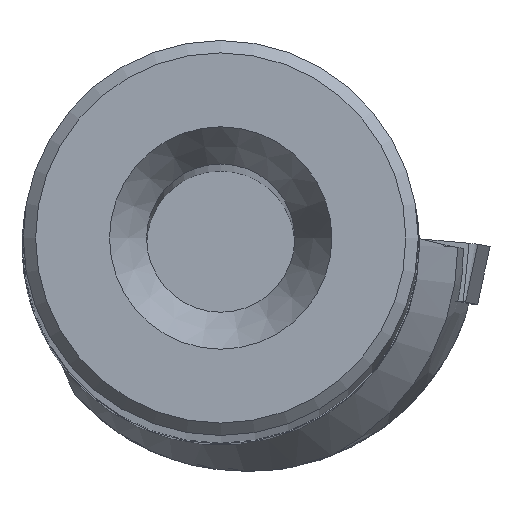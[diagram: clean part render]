
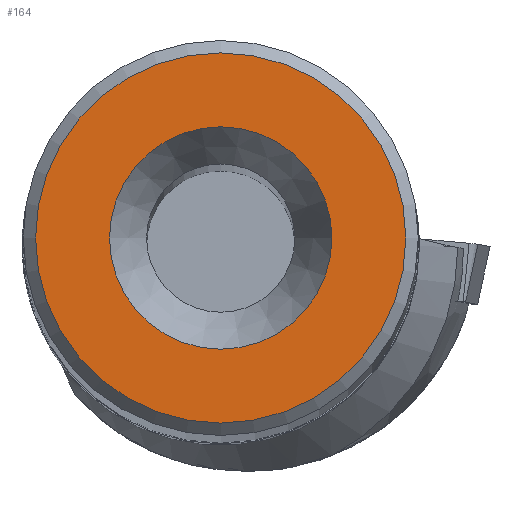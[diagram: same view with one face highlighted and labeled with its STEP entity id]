
A CAD part, top view. The second image highlights one B-rep face of the part: STEP entity #164.
In plain terms, the highlighted planar face has unit normal (0, 0, 1).
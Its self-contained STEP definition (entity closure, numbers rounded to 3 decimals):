
#164=ADVANCED_FACE('',(#281,#282),#191,.T.);
#191=PLANE('',#799);
#281=FACE_BOUND('',#330,.T.);
#282=FACE_BOUND('',#331,.T.);
#330=EDGE_LOOP('',(#452));
#331=EDGE_LOOP('',(#453));
#452=ORIENTED_EDGE('',*,*,#625,.T.);
#453=ORIENTED_EDGE('',*,*,#626,.F.);
#555=VERTEX_POINT('',#1298);
#556=VERTEX_POINT('',#1300);
#625=EDGE_CURVE('',#555,#555,#666,.T.);
#626=EDGE_CURVE('',#556,#556,#667,.T.);
#666=CIRCLE('',#797,4.5);
#667=CIRCLE('',#798,7.493);
#797=AXIS2_PLACEMENT_3D('',#1297,#948,#949);
#798=AXIS2_PLACEMENT_3D('',#1299,#950,#951);
#799=AXIS2_PLACEMENT_3D('',#1301,#952,#953);
#948=DIRECTION('',(0.,0.,-1.));
#949=DIRECTION('',(-1.,0.,0.));
#950=DIRECTION('',(0.,0.,-1.));
#951=DIRECTION('',(-1.,0.,0.));
#952=DIRECTION('',(0.,0.,1.));
#953=DIRECTION('',(-1.,0.,0.));
#1297=CARTESIAN_POINT('',(0.,0.,0.));
#1298=CARTESIAN_POINT('',(-4.5,0.,0.));
#1299=CARTESIAN_POINT('',(0.,0.,0.));
#1300=CARTESIAN_POINT('',(-7.493,0.,0.));
#1301=CARTESIAN_POINT('',(0.,0.,0.));
